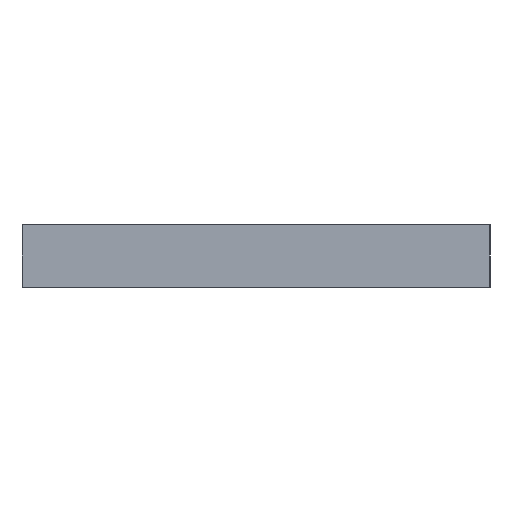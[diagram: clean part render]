
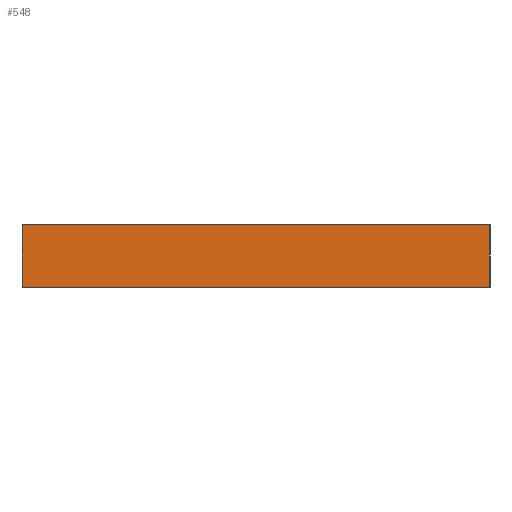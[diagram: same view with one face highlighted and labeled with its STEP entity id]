
A CAD part, left-side view. The second image highlights one B-rep face of the part: STEP entity #548.
In plain terms, the highlighted planar face has unit normal (-1, 0, 0).
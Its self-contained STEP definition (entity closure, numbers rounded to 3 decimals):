
#4 = DIRECTION ( 'NONE',  ( 0., -1., 0. ) ) ;
#17 = ORIENTED_EDGE ( 'NONE', *, *, #161, .T. ) ;
#19 = LINE ( 'NONE', #532, #75 ) ;
#20 = EDGE_CURVE ( 'NONE', #56, #196, #143, .T. ) ;
#34 = LINE ( 'NONE', #326, #583 ) ;
#56 = VERTEX_POINT ( 'NONE', #100 ) ;
#69 = LINE ( 'NONE', #579, #226 ) ;
#75 = VECTOR ( 'NONE', #208, 1000. ) ;
#76 = ORIENTED_EDGE ( 'NONE', *, *, #490, .F. ) ;
#100 = CARTESIAN_POINT ( 'NONE',  ( -122.5, -7.5, 2. ) ) ;
#116 = CARTESIAN_POINT ( 'NONE',  ( -122.5, -7.5, 0. ) ) ;
#143 = LINE ( 'NONE', #463, #156 ) ;
#144 = CARTESIAN_POINT ( 'NONE',  ( -122.5, -7.5, 2. ) ) ;
#156 = VECTOR ( 'NONE', #283, 1000. ) ;
#161 = EDGE_CURVE ( 'NONE', #602, #196, #69, .T. ) ;
#162 = ORIENTED_EDGE ( 'NONE', *, *, #20, .F. ) ;
#185 = EDGE_CURVE ( 'NONE', #387, #602, #19, .T. ) ;
#190 = EDGE_LOOP ( 'NONE', ( #17, #162, #76, #285 ) ) ;
#196 = VERTEX_POINT ( 'NONE', #116 ) ;
#208 = DIRECTION ( 'NONE',  ( 0., 0., -1. ) ) ;
#212 = AXIS2_PLACEMENT_3D ( 'NONE', #144, #514, #239 ) ;
#226 = VECTOR ( 'NONE', #489, 1000. ) ;
#239 = DIRECTION ( 'NONE',  ( 0., 0., -1. ) ) ;
#283 = DIRECTION ( 'NONE',  ( 0., 0., -1. ) ) ;
#285 = ORIENTED_EDGE ( 'NONE', *, *, #185, .T. ) ;
#304 = CARTESIAN_POINT ( 'NONE',  ( -122.5, 7.5, 2. ) ) ;
#326 = CARTESIAN_POINT ( 'NONE',  ( -122.5, -7.5, 2. ) ) ;
#336 = PLANE ( 'NONE',  #212 ) ;
#374 = CARTESIAN_POINT ( 'NONE',  ( -122.5, 7.5, 0. ) ) ;
#387 = VERTEX_POINT ( 'NONE', #304 ) ;
#436 = FACE_OUTER_BOUND ( 'NONE', #190, .T. ) ;
#463 = CARTESIAN_POINT ( 'NONE',  ( -122.5, -7.5, 2. ) ) ;
#489 = DIRECTION ( 'NONE',  ( 0., -1., 0. ) ) ;
#490 = EDGE_CURVE ( 'NONE', #387, #56, #34, .T. ) ;
#514 = DIRECTION ( 'NONE',  ( 1., 0., 0. ) ) ;
#532 = CARTESIAN_POINT ( 'NONE',  ( -122.5, 7.5, 2. ) ) ;
#548 = ADVANCED_FACE ( 'NONE', ( #436 ), #336, .F. ) ;
#579 = CARTESIAN_POINT ( 'NONE',  ( -122.5, -7.5, 0. ) ) ;
#583 = VECTOR ( 'NONE', #4, 1000. ) ;
#602 = VERTEX_POINT ( 'NONE', #374 ) ;
